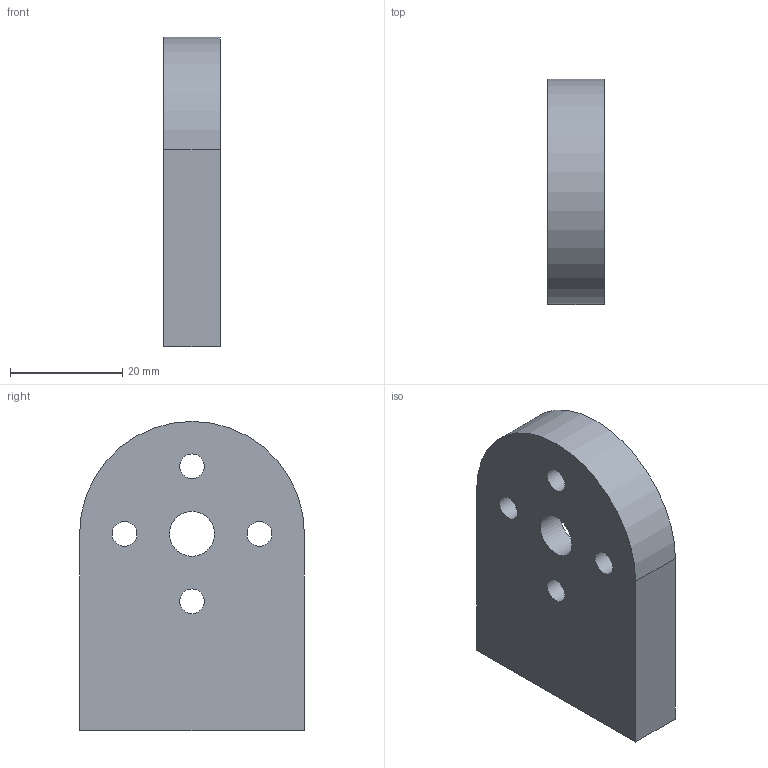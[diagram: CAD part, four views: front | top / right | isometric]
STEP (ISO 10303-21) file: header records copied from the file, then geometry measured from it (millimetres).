
FILE_DESCRIPTION(('FreeCAD Model'),'2;1');
FILE_NAME('camera_plateform_side2.step','2021-02-05T11:53:25',( 'Author'),(''),'Open CASCADE STEP processor 7.3','FreeCAD','Unknown' );
FILE_SCHEMA(('AUTOMOTIVE_DESIGN { 1 0 10303 214 1 1 1 1 }'));
Length unit declared in the file: millimetre
Products named in the file (1): Body
Bounding box: 10 x 40 x 55 mm (x, y, z)
Volume: 14570.9 mm3; surface area: 7282.3 mm2
Topology: 1 solids, 1 shells, 17 faces, 40 edges, 26 vertices
Faces by surface type: cylinder 9, plane 6, cone 2
Full cylindrical faces by diameter (mm): 4.4 x4, 5.5 x2, 8 x1, 32 x1
Entity records: 527 total; most frequent: DIRECTION 92, CARTESIAN_POINT 82, ORIENTED_EDGE 76, EDGE_CURVE 38, AXIS2_PLACEMENT_3D 36, FACE_BOUND 30, EDGE_LOOP 30, VERTEX_POINT 26
